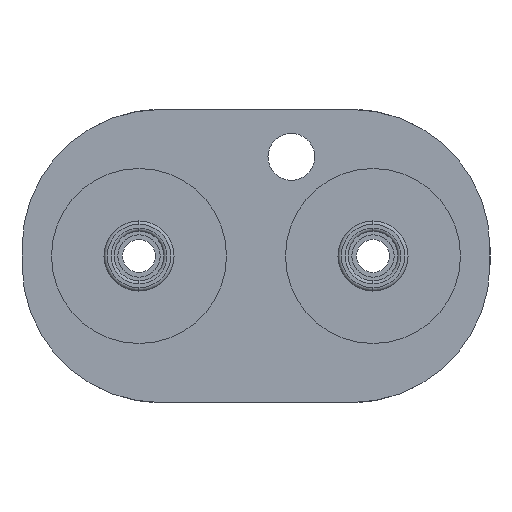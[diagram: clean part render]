
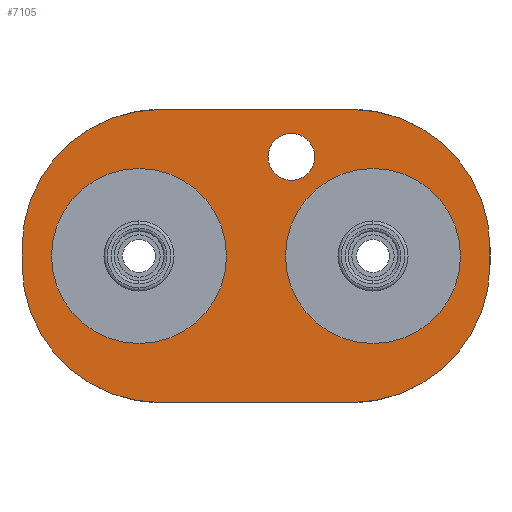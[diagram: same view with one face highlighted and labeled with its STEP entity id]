
A CAD part, left-side view. The second image highlights one B-rep face of the part: STEP entity #7105.
In plain terms, the highlighted planar face has unit normal (-1, 0, 0).
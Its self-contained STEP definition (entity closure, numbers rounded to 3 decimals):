
#451 = DIRECTION ( 'NONE',  ( 0., 0., 1. ) ) ;
#512 = ORIENTED_EDGE ( 'NONE', *, *, #10368, .F. ) ;
#706 = CARTESIAN_POINT ( 'NONE',  ( -28.85, 0.65, 0. ) ) ;
#752 = LINE ( 'NONE', #23125, #1043 ) ;
#872 = VERTEX_POINT ( 'NONE', #12503 ) ;
#1038 = DIRECTION ( 'NONE',  ( 0., 0., -1. ) ) ;
#1037 = FACE_BOUND ( 'NONE', #5089, .T. ) ;
#1043 = VECTOR ( 'NONE', #19398, 1000. ) ;
#1243 = EDGE_CURVE ( 'NONE', #8598, #10120, #5846, .T. ) ;
#1264 = AXIS2_PLACEMENT_3D ( 'NONE', #706, #4046, #5844 ) ;
#1376 = DIRECTION ( 'NONE',  ( 0., 0., -1. ) ) ;
#1479 = CARTESIAN_POINT ( 'NONE',  ( -28.85, 0.65, 7.95 ) ) ;
#1682 = EDGE_CURVE ( 'NONE', #2691, #9388, #752, .T. ) ;
#1873 = FACE_BOUND ( 'NONE', #22219, .T. ) ;
#2085 = EDGE_LOOP ( 'NONE', ( #512, #21993 ) ) ;
#2563 = CIRCLE ( 'NONE', #4873, 7.5 ) ;
#2691 = VERTEX_POINT ( 'NONE', #9558 ) ;
#2778 = CIRCLE ( 'NONE', #16194, 4.75 ) ;
#2871 = CARTESIAN_POINT ( 'NONE',  ( -28.85, -6.35, -4.75 ) ) ;
#3109 = CARTESIAN_POINT ( 'NONE',  ( -28.85, 6.35, 4.75 ) ) ;
#3204 = AXIS2_PLACEMENT_3D ( 'NONE', #10556, #19396, #1376 ) ;
#3453 = ORIENTED_EDGE ( 'NONE', *, *, #13447, .T. ) ;
#3454 = EDGE_CURVE ( 'NONE', #872, #20546, #7621, .T. ) ;
#3856 = CARTESIAN_POINT ( 'NONE',  ( -28.85, 0.65, -7.95 ) ) ;
#4046 = DIRECTION ( 'NONE',  ( -1., 0., 0. ) ) ;
#4089 = AXIS2_PLACEMENT_3D ( 'NONE', #18915, #17259, #9902 ) ;
#4205 = AXIS2_PLACEMENT_3D ( 'NONE', #14531, #21541, #10733 ) ;
#4302 = CIRCLE ( 'NONE', #14500, 7.5 ) ;
#4323 = ORIENTED_EDGE ( 'NONE', *, *, #8197, .F. ) ;
#4413 = EDGE_CURVE ( 'NONE', #872, #9614, #2563, .T. ) ;
#4520 = CARTESIAN_POINT ( 'NONE',  ( -28.85, -5.2, 0.45 ) ) ;
#4873 = AXIS2_PLACEMENT_3D ( 'NONE', #4520, #6537, #13788 ) ;
#5089 = EDGE_LOOP ( 'NONE', ( #8487, #23265 ) ) ;
#5099 = AXIS2_PLACEMENT_3D ( 'NONE', #16049, #6924, #5212 ) ;
#5166 = CIRCLE ( 'NONE', #5099, 4.75 ) ;
#5212 = DIRECTION ( 'NONE',  ( 0., 0., 1. ) ) ;
#5213 = CARTESIAN_POINT ( 'NONE',  ( -28.85, -6.35, 4.75 ) ) ;
#5411 = ORIENTED_EDGE ( 'NONE', *, *, #15038, .F. ) ;
#5478 = CARTESIAN_POINT ( 'NONE',  ( -28.85, 6.35, -4.75 ) ) ;
#5772 = CARTESIAN_POINT ( 'NONE',  ( -28.85, 5.2, 7.95 ) ) ;
#5844 = DIRECTION ( 'NONE',  ( 0., 0., 1. ) ) ;
#5846 = CIRCLE ( 'NONE', #10132, 4.75 ) ;
#5978 = DIRECTION ( 'NONE',  ( -1., 0., 0. ) ) ;
#5989 = ORIENTED_EDGE ( 'NONE', *, *, #13929, .T. ) ;
#6178 = VERTEX_POINT ( 'NONE', #5213 ) ;
#6487 = CARTESIAN_POINT ( 'NONE',  ( -28.85, -5.2, -7.95 ) ) ;
#6537 = DIRECTION ( 'NONE',  ( -1., 0., 0. ) ) ;
#6669 = FACE_OUTER_BOUND ( 'NONE', #8521, .T. ) ;
#6924 = DIRECTION ( 'NONE',  ( -1., 0., 0. ) ) ;
#6942 = DIRECTION ( 'NONE',  ( 0., 0., 1. ) ) ;
#6946 = DIRECTION ( 'NONE',  ( 1., 0., 0. ) ) ;
#6972 = DIRECTION ( 'NONE',  ( -1., 0., 0. ) ) ;
#7105 = ADVANCED_FACE ( 'NONE', ( #6669, #1037, #1873, #15186 ), #7881, .T. ) ;
#7429 = VERTEX_POINT ( 'NONE', #8897 ) ;
#7621 = LINE ( 'NONE', #10057, #23209 ) ;
#7726 = VERTEX_POINT ( 'NONE', #9544 ) ;
#7881 = PLANE ( 'NONE',  #1264 ) ;
#8171 = LINE ( 'NONE', #1479, #15553 ) ;
#8197 = EDGE_CURVE ( 'NONE', #23395, #9614, #8171, .T. ) ;
#8487 = ORIENTED_EDGE ( 'NONE', *, *, #1243, .T. ) ;
#8521 = EDGE_LOOP ( 'NONE', ( #8952, #5989, #10794, #22689, #10675, #20526, #4323, #3453 ) ) ;
#8598 = VERTEX_POINT ( 'NONE', #3109 ) ;
#8845 = DIRECTION ( 'NONE',  ( -1., 0., 0. ) ) ;
#8897 = CARTESIAN_POINT ( 'NONE',  ( -28.85, -1.92, 6.65 ) ) ;
#8952 = ORIENTED_EDGE ( 'NONE', *, *, #1682, .T. ) ;
#9388 = VERTEX_POINT ( 'NONE', #13845 ) ;
#9544 = CARTESIAN_POINT ( 'NONE',  ( -28.85, -1.92, 4.11 ) ) ;
#9558 = CARTESIAN_POINT ( 'NONE',  ( -28.85, 12.7, 0.45 ) ) ;
#9564 = EDGE_CURVE ( 'NONE', #10120, #8598, #2778, .T. ) ;
#9614 = VERTEX_POINT ( 'NONE', #16744 ) ;
#9778 = DIRECTION ( 'NONE',  ( 0., 0., 1. ) ) ;
#9902 = DIRECTION ( 'NONE',  ( 0., 0., -1. ) ) ;
#10057 = CARTESIAN_POINT ( 'NONE',  ( -28.85, -12.7, 0. ) ) ;
#10120 = VERTEX_POINT ( 'NONE', #5478 ) ;
#10132 = AXIS2_PLACEMENT_3D ( 'NONE', #14432, #6946, #19856 ) ;
#10228 = AXIS2_PLACEMENT_3D ( 'NONE', #20535, #5978, #9778 ) ;
#10337 = DIRECTION ( 'NONE',  ( 0., 0., 1. ) ) ;
#10368 = EDGE_CURVE ( 'NONE', #7726, #7429, #10955, .T. ) ;
#10556 = CARTESIAN_POINT ( 'NONE',  ( -28.85, -1.92, 5.38 ) ) ;
#10675 = ORIENTED_EDGE ( 'NONE', *, *, #3454, .F. ) ;
#10733 = DIRECTION ( 'NONE',  ( 0., 0., 1. ) ) ;
#10794 = ORIENTED_EDGE ( 'NONE', *, *, #20886, .T. ) ;
#10955 = CIRCLE ( 'NONE', #4089, 1.27 ) ;
#11706 = LINE ( 'NONE', #3856, #16229 ) ;
#11766 = AXIS2_PLACEMENT_3D ( 'NONE', #23216, #6972, #10337 ) ;
#11971 = VERTEX_POINT ( 'NONE', #2871 ) ;
#12503 = CARTESIAN_POINT ( 'NONE',  ( -28.85, -12.7, 0.45 ) ) ;
#13017 = EDGE_CURVE ( 'NONE', #22941, #20546, #19029, .T. ) ;
#13447 = EDGE_CURVE ( 'NONE', #23395, #2691, #18753, .T. ) ;
#13788 = DIRECTION ( 'NONE',  ( 0., 0., 1. ) ) ;
#13845 = CARTESIAN_POINT ( 'NONE',  ( -28.85, 12.7, -0.45 ) ) ;
#13929 = EDGE_CURVE ( 'NONE', #9388, #18224, #4302, .T. ) ;
#14367 = CIRCLE ( 'NONE', #3204, 1.27 ) ;
#14432 = CARTESIAN_POINT ( 'NONE',  ( -28.85, 6.35, 0. ) ) ;
#14488 = EDGE_CURVE ( 'NONE', #6178, #11971, #5166, .T. ) ;
#14500 = AXIS2_PLACEMENT_3D ( 'NONE', #15989, #8845, #6942 ) ;
#14531 = CARTESIAN_POINT ( 'NONE',  ( -28.85, -6.35, 0. ) ) ;
#15038 = EDGE_CURVE ( 'NONE', #11971, #6178, #22115, .T. ) ;
#15186 = FACE_BOUND ( 'NONE', #2085, .T. ) ;
#15259 = CARTESIAN_POINT ( 'NONE',  ( -28.85, -12.7, -0.45 ) ) ;
#15553 = VECTOR ( 'NONE', #23310, 1000. ) ;
#15989 = CARTESIAN_POINT ( 'NONE',  ( -28.85, 5.2, -0.45 ) ) ;
#16049 = CARTESIAN_POINT ( 'NONE',  ( -28.85, -6.35, 0. ) ) ;
#16194 = AXIS2_PLACEMENT_3D ( 'NONE', #18328, #21875, #451 ) ;
#16203 = CARTESIAN_POINT ( 'NONE',  ( -28.85, 5.2, -7.95 ) ) ;
#16229 = VECTOR ( 'NONE', #20055, 1000. ) ;
#16744 = CARTESIAN_POINT ( 'NONE',  ( -28.85, -5.2, 7.95 ) ) ;
#17259 = DIRECTION ( 'NONE',  ( -1., 0., 0. ) ) ;
#17750 = EDGE_CURVE ( 'NONE', #7429, #7726, #14367, .T. ) ;
#18224 = VERTEX_POINT ( 'NONE', #16203 ) ;
#18328 = CARTESIAN_POINT ( 'NONE',  ( -28.85, 6.35, 0. ) ) ;
#18753 = CIRCLE ( 'NONE', #11766, 7.5 ) ;
#18915 = CARTESIAN_POINT ( 'NONE',  ( -28.85, -1.92, 5.38 ) ) ;
#19029 = CIRCLE ( 'NONE', #10228, 7.5 ) ;
#19396 = DIRECTION ( 'NONE',  ( -1., 0., 0. ) ) ;
#19398 = DIRECTION ( 'NONE',  ( 0., 0., -1. ) ) ;
#19856 = DIRECTION ( 'NONE',  ( 0., 0., 1. ) ) ;
#20055 = DIRECTION ( 'NONE',  ( 0., -1., 0. ) ) ;
#20526 = ORIENTED_EDGE ( 'NONE', *, *, #4413, .T. ) ;
#20535 = CARTESIAN_POINT ( 'NONE',  ( -28.85, -5.2, -0.45 ) ) ;
#20546 = VERTEX_POINT ( 'NONE', #15259 ) ;
#20886 = EDGE_CURVE ( 'NONE', #18224, #22941, #11706, .T. ) ;
#21541 = DIRECTION ( 'NONE',  ( -1., 0., 0. ) ) ;
#21875 = DIRECTION ( 'NONE',  ( 1., 0., 0. ) ) ;
#21993 = ORIENTED_EDGE ( 'NONE', *, *, #17750, .F. ) ;
#22115 = CIRCLE ( 'NONE', #4205, 4.75 ) ;
#22219 = EDGE_LOOP ( 'NONE', ( #5411, #22985 ) ) ;
#22689 = ORIENTED_EDGE ( 'NONE', *, *, #13017, .T. ) ;
#22941 = VERTEX_POINT ( 'NONE', #6487 ) ;
#22985 = ORIENTED_EDGE ( 'NONE', *, *, #14488, .F. ) ;
#23125 = CARTESIAN_POINT ( 'NONE',  ( -28.85, 12.7, 0. ) ) ;
#23209 = VECTOR ( 'NONE', #1038, 1000. ) ;
#23216 = CARTESIAN_POINT ( 'NONE',  ( -28.85, 5.2, 0.45 ) ) ;
#23265 = ORIENTED_EDGE ( 'NONE', *, *, #9564, .T. ) ;
#23310 = DIRECTION ( 'NONE',  ( 0., -1., 0. ) ) ;
#23395 = VERTEX_POINT ( 'NONE', #5772 ) ;
